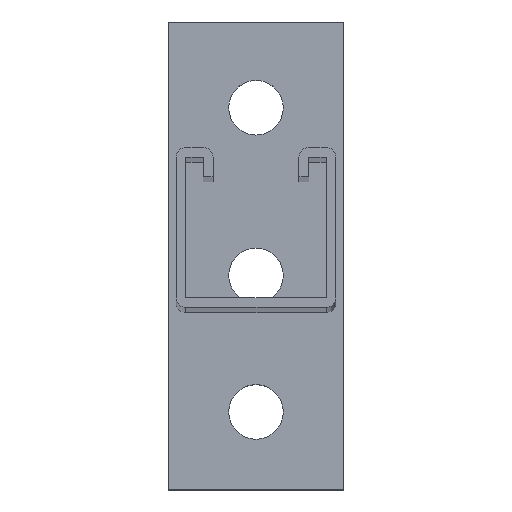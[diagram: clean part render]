
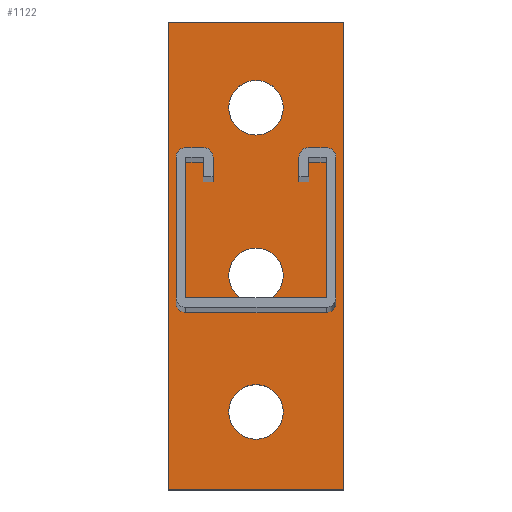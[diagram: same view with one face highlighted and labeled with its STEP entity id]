
A CAD part, top view. The second image highlights one B-rep face of the part: STEP entity #1122.
In plain terms, the highlighted planar face has unit normal (0, 0, 1).
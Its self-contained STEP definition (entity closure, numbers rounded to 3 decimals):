
#5 = CARTESIAN_POINT ( 'NONE',  ( 22.5, -22., 8. ) ) ;
#48 = EDGE_LOOP ( 'NONE', ( #1150, #725, #699, #527 ) ) ;
#49 = DIRECTION ( 'NONE',  ( 0., 0., 1. ) ) ;
#73 = AXIS2_PLACEMENT_3D ( 'NONE', #138, #909, #1084 ) ;
#80 = VERTEX_POINT ( 'NONE', #1237 ) ;
#87 = VERTEX_POINT ( 'NONE', #865 ) ;
#105 = EDGE_CURVE ( 'NONE', #87, #1174, #473, .T. ) ;
#109 = VERTEX_POINT ( 'NONE', #664 ) ;
#110 = CARTESIAN_POINT ( 'NONE',  ( 15.5, -100., 8. ) ) ;
#113 = EDGE_LOOP ( 'NONE', ( #370, #1206 ) ) ;
#114 = CIRCLE ( 'NONE', #1148, 7. ) ;
#120 = CARTESIAN_POINT ( 'NONE',  ( 45., 0., 8. ) ) ;
#138 = CARTESIAN_POINT ( 'NONE',  ( 22.5, -22., 8. ) ) ;
#162 = EDGE_CURVE ( 'NONE', #80, #109, #1065, .T. ) ;
#197 = DIRECTION ( 'NONE',  ( 1., 0., 0. ) ) ;
#211 = AXIS2_PLACEMENT_3D ( 'NONE', #537, #49, #1213 ) ;
#219 = DIRECTION ( 'NONE',  ( 0., -1., 0. ) ) ;
#225 = ORIENTED_EDGE ( 'NONE', *, *, #105, .F. ) ;
#232 = ORIENTED_EDGE ( 'NONE', *, *, #643, .F. ) ;
#247 = DIRECTION ( 'NONE',  ( -1., 0., 0. ) ) ;
#267 = LINE ( 'NONE', #651, #333 ) ;
#279 = CARTESIAN_POINT ( 'NONE',  ( 0., 0., 8. ) ) ;
#295 = CIRCLE ( 'NONE', #211, 7. ) ;
#300 = DIRECTION ( 'NONE',  ( 1., 0., 0. ) ) ;
#310 = CARTESIAN_POINT ( 'NONE',  ( 29.5, -22., 8. ) ) ;
#313 = VERTEX_POINT ( 'NONE', #1102 ) ;
#333 = VECTOR ( 'NONE', #247, 1000. ) ;
#349 = EDGE_CURVE ( 'NONE', #1031, #679, #554, .T. ) ;
#370 = ORIENTED_EDGE ( 'NONE', *, *, #601, .F. ) ;
#384 = FACE_BOUND ( 'NONE', #1076, .T. ) ;
#395 = VERTEX_POINT ( 'NONE', #120 ) ;
#423 = DIRECTION ( 'NONE',  ( 1., 0., 0. ) ) ;
#470 = CARTESIAN_POINT ( 'NONE',  ( 0., -120., 8. ) ) ;
#472 = FACE_OUTER_BOUND ( 'NONE', #48, .T. ) ;
#473 = CIRCLE ( 'NONE', #735, 7. ) ;
#482 = CARTESIAN_POINT ( 'NONE',  ( 22.5, -100., 8. ) ) ;
#484 = FACE_BOUND ( 'NONE', #113, .T. ) ;
#491 = DIRECTION ( 'NONE',  ( 0., 0., 1. ) ) ;
#510 = EDGE_CURVE ( 'NONE', #109, #395, #835, .T. ) ;
#527 = ORIENTED_EDGE ( 'NONE', *, *, #532, .T. ) ;
#528 = CARTESIAN_POINT ( 'NONE',  ( 15.5, -65., 8. ) ) ;
#532 = EDGE_CURVE ( 'NONE', #395, #861, #267, .T. ) ;
#536 = ORIENTED_EDGE ( 'NONE', *, *, #979, .F. ) ;
#537 = CARTESIAN_POINT ( 'NONE',  ( 22.5, -65., 8. ) ) ;
#538 = CARTESIAN_POINT ( 'NONE',  ( 0., 0., 8. ) ) ;
#550 = CARTESIAN_POINT ( 'NONE',  ( 45., 0., 8. ) ) ;
#554 = CIRCLE ( 'NONE', #73, 7. ) ;
#570 = CIRCLE ( 'NONE', #759, 7. ) ;
#598 = LINE ( 'NONE', #713, #636 ) ;
#601 = EDGE_CURVE ( 'NONE', #679, #1031, #570, .T. ) ;
#636 = VECTOR ( 'NONE', #219, 1000. ) ;
#643 = EDGE_CURVE ( 'NONE', #313, #950, #1080, .T. ) ;
#651 = CARTESIAN_POINT ( 'NONE',  ( 0., 0., 8. ) ) ;
#664 = CARTESIAN_POINT ( 'NONE',  ( 45., -120., 8. ) ) ;
#670 = EDGE_CURVE ( 'NONE', #861, #80, #598, .T. ) ;
#679 = VERTEX_POINT ( 'NONE', #310 ) ;
#699 = ORIENTED_EDGE ( 'NONE', *, *, #510, .T. ) ;
#713 = CARTESIAN_POINT ( 'NONE',  ( 0., 0., 8. ) ) ;
#725 = ORIENTED_EDGE ( 'NONE', *, *, #162, .T. ) ;
#735 = AXIS2_PLACEMENT_3D ( 'NONE', #482, #756, #962 ) ;
#756 = DIRECTION ( 'NONE',  ( 0., 0., 1. ) ) ;
#759 = AXIS2_PLACEMENT_3D ( 'NONE', #5, #961, #300 ) ;
#778 = CARTESIAN_POINT ( 'NONE',  ( 15.5, -22., 8. ) ) ;
#835 = LINE ( 'NONE', #550, #874 ) ;
#861 = VERTEX_POINT ( 'NONE', #538 ) ;
#865 = CARTESIAN_POINT ( 'NONE',  ( 29.5, -100., 8. ) ) ;
#867 = PLANE ( 'NONE',  #1082 ) ;
#874 = VECTOR ( 'NONE', #1210, 1000. ) ;
#909 = DIRECTION ( 'NONE',  ( 0., 0., 1. ) ) ;
#942 = DIRECTION ( 'NONE',  ( 1., 0., 0. ) ) ;
#950 = VERTEX_POINT ( 'NONE', #528 ) ;
#961 = DIRECTION ( 'NONE',  ( 0., 0., 1. ) ) ;
#962 = DIRECTION ( 'NONE',  ( 1., 0., 0. ) ) ;
#964 = FACE_BOUND ( 'NONE', #1069, .T. ) ;
#971 = VECTOR ( 'NONE', #197, 1000. ) ;
#979 = EDGE_CURVE ( 'NONE', #950, #313, #295, .T. ) ;
#987 = CARTESIAN_POINT ( 'NONE',  ( 22.5, -100., 8. ) ) ;
#1027 = ORIENTED_EDGE ( 'NONE', *, *, #1168, .F. ) ;
#1031 = VERTEX_POINT ( 'NONE', #778 ) ;
#1065 = LINE ( 'NONE', #470, #971 ) ;
#1069 = EDGE_LOOP ( 'NONE', ( #232, #536 ) ) ;
#1073 = CARTESIAN_POINT ( 'NONE',  ( 22.5, -65., 8. ) ) ;
#1076 = EDGE_LOOP ( 'NONE', ( #225, #1027 ) ) ;
#1080 = CIRCLE ( 'NONE', #1242, 7. ) ;
#1082 = AXIS2_PLACEMENT_3D ( 'NONE', #279, #1151, #942 ) ;
#1084 = DIRECTION ( 'NONE',  ( 1., 0., 0. ) ) ;
#1100 = DIRECTION ( 'NONE',  ( 1., 0., 0. ) ) ;
#1102 = CARTESIAN_POINT ( 'NONE',  ( 29.5, -65., 8. ) ) ;
#1122 = ADVANCED_FACE ( 'NONE', ( #484, #384, #964, #472 ), #867, .T. ) ;
#1148 = AXIS2_PLACEMENT_3D ( 'NONE', #987, #1185, #423 ) ;
#1150 = ORIENTED_EDGE ( 'NONE', *, *, #670, .T. ) ;
#1151 = DIRECTION ( 'NONE',  ( 0., 0., 1. ) ) ;
#1168 = EDGE_CURVE ( 'NONE', #1174, #87, #114, .T. ) ;
#1174 = VERTEX_POINT ( 'NONE', #110 ) ;
#1185 = DIRECTION ( 'NONE',  ( 0., 0., 1. ) ) ;
#1206 = ORIENTED_EDGE ( 'NONE', *, *, #349, .F. ) ;
#1210 = DIRECTION ( 'NONE',  ( 0., 1., 0. ) ) ;
#1213 = DIRECTION ( 'NONE',  ( 1., 0., 0. ) ) ;
#1237 = CARTESIAN_POINT ( 'NONE',  ( 0., -120., 8. ) ) ;
#1242 = AXIS2_PLACEMENT_3D ( 'NONE', #1073, #491, #1100 ) ;
